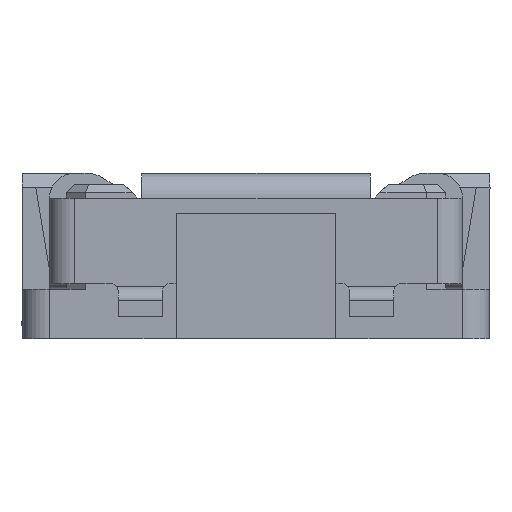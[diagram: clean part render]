
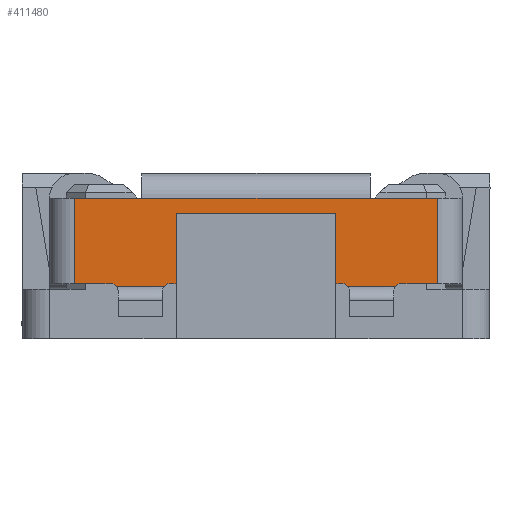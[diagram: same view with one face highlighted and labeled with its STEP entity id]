
A CAD part, left-side view. The second image highlights one B-rep face of the part: STEP entity #411480.
In plain terms, the highlighted face is planar.
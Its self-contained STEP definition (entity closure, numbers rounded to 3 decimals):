
#409640=CARTESIAN_POINT('',(2.375,-0.53,
4.015));
#409650=VERTEX_POINT('',#409640);
#409680=CARTESIAN_POINT('',(2.655,-0.53,
4.015));
#409690=DIRECTION('',(1.,0.,0.));
#409700=VECTOR('',#409690,1.);
#409710=LINE('',#409680,#409700);
#409720=CARTESIAN_POINT('',(2.13,-0.53,
4.015));
#409730=VERTEX_POINT('',#409720);
#409740=EDGE_CURVE('',#409730,#409650,#409710,.T.);
#410020=CARTESIAN_POINT('',(3.205,-0.49,
4.015));
#410030=DIRECTION('',(0.,0.,1.));
#410040=DIRECTION('',(0.,1.,0.));
#410050=AXIS2_PLACEMENT_3D('',#410020,#410030,#410040);
#410060=PLANE('',#410050);
#410070=CARTESIAN_POINT('',(2.79,-0.445,
4.015));
#410080=DIRECTION('',(-1.,0.,0.));
#410090=VECTOR('',#410080,1.);
#410100=LINE('',#410070,#410090);
#410110=CARTESIAN_POINT('',(3.08,-0.445,
4.015));
#410120=VERTEX_POINT('',#410110);
#410130=CARTESIAN_POINT('',(2.5,-0.445,
4.015));
#410140=VERTEX_POINT('',#410130);
#410150=EDGE_CURVE('',#410120,#410140,#410100,.T.);
#410160=ORIENTED_EDGE('',*,*,#410150,.F.);
#410170=CARTESIAN_POINT('',(2.5,-0.3,4.015));
#410180=DIRECTION('',(0.,-1.,0.));
#410190=VECTOR('',#410180,1.);
#410200=LINE('',#410170,#410190);
#410210=CARTESIAN_POINT('',(2.5,-0.22,
4.015));
#410220=VERTEX_POINT('',#410210);
#410230=EDGE_CURVE('',#410220,#410140,#410200,.T.);
#410240=ORIENTED_EDGE('',*,*,#410230,.T.);
#410250=CARTESIAN_POINT('',(2.655,-0.22,
4.015));
#410260=DIRECTION('',(1.,0.,0.));
#410270=VECTOR('',#410260,1.);
#410280=LINE('',#410250,#410270);
#410290=CARTESIAN_POINT('',(2.48,-0.22,
4.015));
#410300=VERTEX_POINT('',#410290);
#410310=EDGE_CURVE('',#410300,#410220,#410280,.T.);
#410320=ORIENTED_EDGE('',*,*,#410310,.T.);
#410330=CARTESIAN_POINT('',(2.48,-0.19,
4.015));
#410340=DIRECTION('',(0.,0.,1.));
#410350=DIRECTION('',(-1.,0.,0.));
#410360=AXIS2_PLACEMENT_3D('',#410330,#410340,#410350);
#410370=CIRCLE('',#410360,0.03);
#410380=CARTESIAN_POINT('',(2.458,-0.21,
4.015));
#410390=VERTEX_POINT('',#410380);
#410400=EDGE_CURVE('',#410390,#410300,#410370,.T.);
#410410=ORIENTED_EDGE('',*,*,#410400,.T.);
#410420=CARTESIAN_POINT('',(2.235,-0.21,
4.015));
#410430=DIRECTION('',(1.,0.,0.));
#410440=VECTOR('',#410430,1.);
#410450=LINE('',#410420,#410440);
#410460=CARTESIAN_POINT('',(2.282,-0.21,
4.015));
#410470=VERTEX_POINT('',#410460);
#410480=EDGE_CURVE('',#410470,#410390,#410450,.T.);
#410490=ORIENTED_EDGE('',*,*,#410480,.T.);
#410500=CARTESIAN_POINT('',(2.26,-0.19,
4.015));
#410510=DIRECTION('',(0.,0.,1.));
#410520=DIRECTION('',(-1.,0.,0.));
#410530=AXIS2_PLACEMENT_3D('',#410500,#410510,#410520);
#410540=CIRCLE('',#410530,0.03);
#410550=CARTESIAN_POINT('',(2.26,-0.22,
4.015));
#410560=VERTEX_POINT('',#410550);
#410570=EDGE_CURVE('',#410560,#410470,#410540,.T.);
#410580=ORIENTED_EDGE('',*,*,#410570,.T.);
#410590=CARTESIAN_POINT('',(2.655,-0.22,
4.015));
#410600=DIRECTION('',(1.,0.,0.));
#410610=VECTOR('',#410600,1.);
#410620=LINE('',#410590,#410610);
#410630=CARTESIAN_POINT('',(2.13,-0.22,
4.015));
#410640=VERTEX_POINT('',#410630);
#410650=EDGE_CURVE('',#410640,#410560,#410620,.T.);
#410660=ORIENTED_EDGE('',*,*,#410650,.T.);
#410670=CARTESIAN_POINT('',(2.13,-0.19,
4.015));
#410680=DIRECTION('',(0.,-1.,0.));
#410690=VECTOR('',#410680,1.);
#410700=LINE('',#410670,#410690);
#410710=EDGE_CURVE('',#410640,#409730,#410700,.T.);
#410720=ORIENTED_EDGE('',*,*,#410710,.F.);
#410730=ORIENTED_EDGE('',*,*,#409740,.F.);
#410740=CARTESIAN_POINT('',(3.205,-0.53,
4.015));
#410750=DIRECTION('',(-1.,0.,0.));
#410760=VECTOR('',#410750,1.);
#410770=LINE('',#410740,#410760);
#410780=CARTESIAN_POINT('',(3.205,-0.53,
4.015));
#410790=VERTEX_POINT('',#410780);
#410800=EDGE_CURVE('',#410790,#409650,#410770,.T.);
#410810=ORIENTED_EDGE('',*,*,#410800,.T.);
#410820=CARTESIAN_POINT('',(2.875,-0.53,
4.015));
#410830=DIRECTION('',(1.,0.,0.));
#410840=VECTOR('',#410830,1.);
#410850=LINE('',#410820,#410840);
#410860=CARTESIAN_POINT('',(3.45,-0.53,
4.015));
#410870=VERTEX_POINT('',#410860);
#410880=EDGE_CURVE('',#410790,#410870,#410850,.T.);
#410890=ORIENTED_EDGE('',*,*,#410880,.F.);
#410900=CARTESIAN_POINT('',(3.45,-0.17,
4.015));
#410910=DIRECTION('',(0.,1.,0.));
#410920=VECTOR('',#410910,1.);
#410930=LINE('',#410900,#410920);
#410940=CARTESIAN_POINT('',(3.45,-0.22,
4.015));
#410950=VERTEX_POINT('',#410940);
#410960=EDGE_CURVE('',#410870,#410950,#410930,.T.);
#410970=ORIENTED_EDGE('',*,*,#410960,.F.);
#410980=CARTESIAN_POINT('',(2.655,-0.22,
4.015));
#410990=DIRECTION('',(1.,0.,0.));
#411000=VECTOR('',#410990,1.);
#411010=LINE('',#410980,#411000);
#411020=CARTESIAN_POINT('',(3.32,-0.22,
4.015));
#411030=VERTEX_POINT('',#411020);
#411040=EDGE_CURVE('',#411030,#410950,#411010,.T.);
#411050=ORIENTED_EDGE('',*,*,#411040,.T.);
#411060=CARTESIAN_POINT('',(3.32,-0.19,
4.015));
#411070=DIRECTION('',(0.,0.,1.));
#411080=DIRECTION('',(-1.,0.,0.));
#411090=AXIS2_PLACEMENT_3D('',#411060,#411070,#411080);
#411100=CIRCLE('',#411090,0.03);
#411110=CARTESIAN_POINT('',(3.298,-0.21,
4.015));
#411120=VERTEX_POINT('',#411110);
#411130=EDGE_CURVE('',#411120,#411030,#411100,.T.);
#411140=ORIENTED_EDGE('',*,*,#411130,.T.);
#411150=CARTESIAN_POINT('',(3.035,-0.21,
4.015));
#411160=DIRECTION('',(1.,0.,0.));
#411170=VECTOR('',#411160,1.);
#411180=LINE('',#411150,#411170);
#411190=CARTESIAN_POINT('',(3.122,-0.21,
4.015));
#411200=VERTEX_POINT('',#411190);
#411210=EDGE_CURVE('',#411200,#411120,#411180,.T.);
#411220=ORIENTED_EDGE('',*,*,#411210,.T.);
#411230=CARTESIAN_POINT('',(3.1,-0.19,
4.015));
#411240=DIRECTION('',(0.,0.,-1.));
#411250=DIRECTION('',(1.,0.,0.));
#411260=AXIS2_PLACEMENT_3D('',#411230,#411240,#411250);
#411270=CIRCLE('',#411260,0.03);
#411280=CARTESIAN_POINT('',(3.1,-0.22,
4.015));
#411290=VERTEX_POINT('',#411280);
#411300=EDGE_CURVE('',#411200,#411290,#411270,.T.);
#411310=ORIENTED_EDGE('',*,*,#411300,.F.);
#411320=CARTESIAN_POINT('',(2.655,-0.22,
4.015));
#411330=DIRECTION('',(1.,0.,0.));
#411340=VECTOR('',#411330,1.);
#411350=LINE('',#411320,#411340);
#411360=CARTESIAN_POINT('',(3.08,-0.22,
4.015));
#411370=VERTEX_POINT('',#411360);
#411380=EDGE_CURVE('',#411370,#411290,#411350,.T.);
#411390=ORIENTED_EDGE('',*,*,#411380,.T.);
#411400=CARTESIAN_POINT('',(3.08,-0.32,4.015));
#411410=DIRECTION('',(0.,-1.,0.));
#411420=VECTOR('',#411410,1.);
#411430=LINE('',#411400,#411420);
#411440=EDGE_CURVE('',#411370,#410120,#411430,.T.);
#411450=ORIENTED_EDGE('',*,*,#411440,.F.);
#411460=EDGE_LOOP('',(#411450,#411390,#411310,#411220,#411140,#411050,
#410970,#410890,#410810,#410730,#410720,#410660,#410580,#410490,#410410,
#410320,#410240,#410160));
#411470=FACE_OUTER_BOUND('',#411460,.T.);
#411480=ADVANCED_FACE('',(#411470),#410060,.F.);
